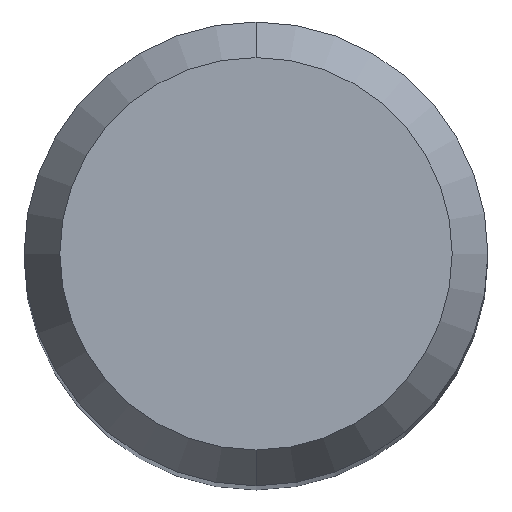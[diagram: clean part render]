
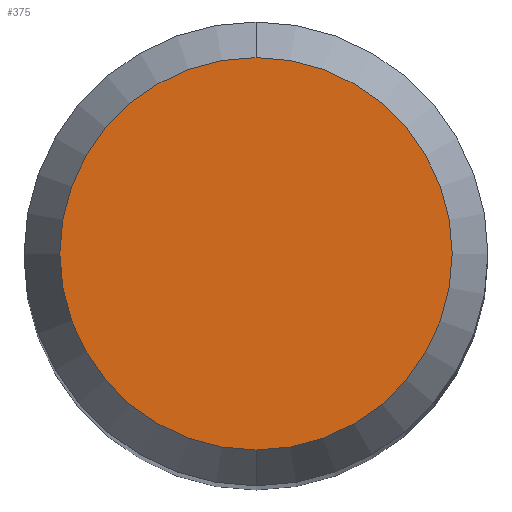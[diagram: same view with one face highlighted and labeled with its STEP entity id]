
A CAD part, top view. The second image highlights one B-rep face of the part: STEP entity #375.
In plain terms, the highlighted planar face has unit normal (0, 0, 1).
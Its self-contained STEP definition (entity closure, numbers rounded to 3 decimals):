
#297=EDGE_CURVE('',#331,#351,#603,.T.);
#331=VERTEX_POINT('',#642);
#339=EDGE_CURVE('',#351,#331,#650,.T.);
#351=VERTEX_POINT('',#662);
#375=ADVANCED_FACE('',(#688),#689,.T.);
#603=CIRCLE('',#1055,2.538);
#642=CARTESIAN_POINT('',(0.0,2.538,0.));
#650=CIRCLE('',#1117,2.538);
#662=CARTESIAN_POINT('',(0.,-2.538,0.));
#688=FACE_OUTER_BOUND('',#1209,.T.);
#689=PLANE('',#1210);
#1055=AXIS2_PLACEMENT_3D('',#1556,#1557,#1558);
#1117=AXIS2_PLACEMENT_3D('',#1617,#1618,#1619);
#1209=EDGE_LOOP('',(#1650,#1651));
#1210=AXIS2_PLACEMENT_3D('',#1652,#1653,#1654);
#1556=CARTESIAN_POINT('',(0.0,0.0,0.));
#1557=DIRECTION('',(0.0,0.0,-1.0));
#1558=DIRECTION('',(0.0,1.0,0.0));
#1617=CARTESIAN_POINT('',(0.0,0.0,0.));
#1618=DIRECTION('',(0.0,0.0,-1.0));
#1619=DIRECTION('',(0.0,1.0,0.0));
#1650=ORIENTED_EDGE('',*,*,#297,.F.);
#1651=ORIENTED_EDGE('',*,*,#339,.F.);
#1652=CARTESIAN_POINT('',(0.0,1.269,0.));
#1653=DIRECTION('',(-0.0,0.0,1.0));
#1654=DIRECTION('',(0.0,-1.0,0.0));
